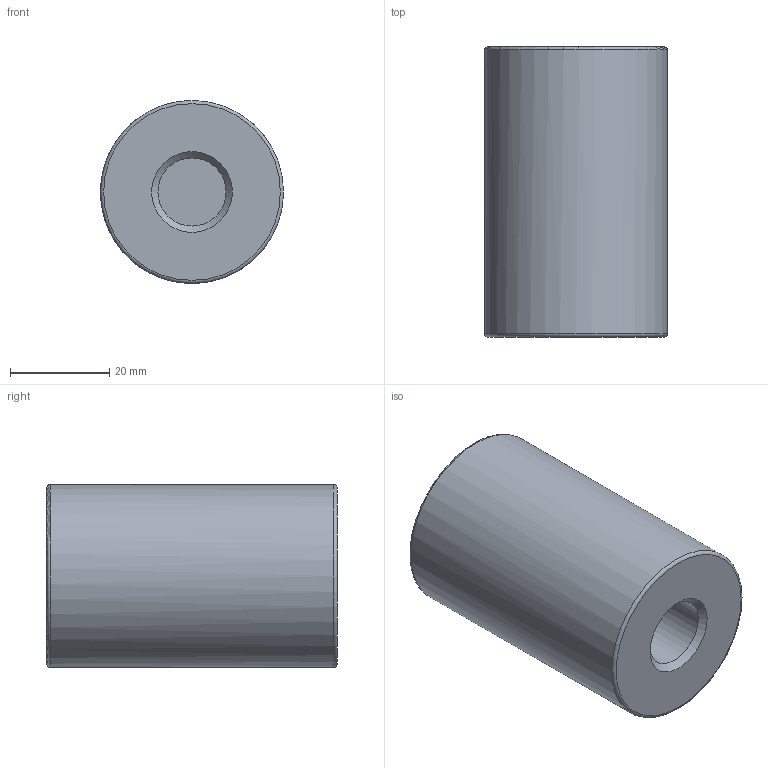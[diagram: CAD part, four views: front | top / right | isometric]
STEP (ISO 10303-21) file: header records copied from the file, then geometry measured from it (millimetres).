
FILE_DESCRIPTION((''),'2;1');
FILE_NAME('AV-25-CPVC_R0.stp','2017-08-01T16:22:25',('salesdesk5'),(''),'Autodesk Inventor 2009','Autodesk Inventor 2009','');
FILE_SCHEMA(('AUTOMOTIVE_DESIGN { 1 0 10303 214 1 1 1 1 }'));
Length unit declared in the file: inch
Products named in the file (1): AV-25-CPVC_R0
Bounding box: 36.83 x 58.42 x 36.83 mm (x, y, z)
Volume: 57302.5 mm3; surface area: 12530.1 mm2
Topology: 1 solids, 2 shells, 15 faces, 24 edges, 15 vertices
Faces by surface type: plane 6, cylinder 4, cone 3, torus 2
Full cylindrical faces by diameter (mm): 13.716 x2, 29.845 x1, 36.83 x1
Entity records: 347 total; most frequent: DIRECTION 60, CARTESIAN_POINT 44, AXIS2_PLACEMENT_3D 30, ORIENTED_EDGE 28, EDGE_LOOP 28, FACE_OUTER_BOUND 15, ADVANCED_FACE 15, STYLED_ITEM 15
